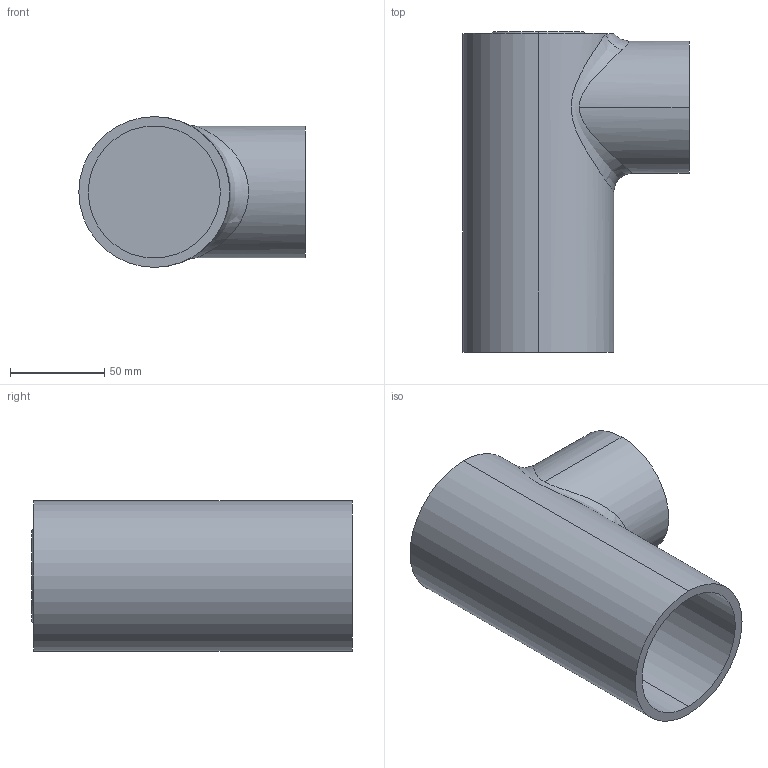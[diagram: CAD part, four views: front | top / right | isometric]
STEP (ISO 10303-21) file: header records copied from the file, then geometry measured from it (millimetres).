
FILE_DESCRIPTION (( 'STEP AP203' ), '1' );
FILE_NAME ('Link 1_Default_sldprt.STEP', '2024-05-31T11:34:52', ( '' ), ( '' ), 'SwSTEP 2.0', 'SolidWorks 2021', '' );
FILE_SCHEMA (( 'CONFIG_CONTROL_DESIGN' ));
Length unit declared in the file: millimetre
Products named in the file (1): Link 1_Default_sldprt
Bounding box: 120 x 170.05 x 80 mm (x, y, z)
Volume: 286518.7 mm3; surface area: 106775.3 mm2
Topology: 1 solids, 1 shells, 18 faces, 37 edges, 24 vertices
Faces by surface type: cylinder 9, plane 5, torus 2, bspline 2
Entity records: 1491 total; most frequent: CARTESIAN_POINT 1029, DIRECTION 86, ORIENTED_EDGE 74, AXIS2_PLACEMENT_3D 39, EDGE_CURVE 37, VERTEX_POINT 24, CIRCLE 22, EDGE_LOOP 21
